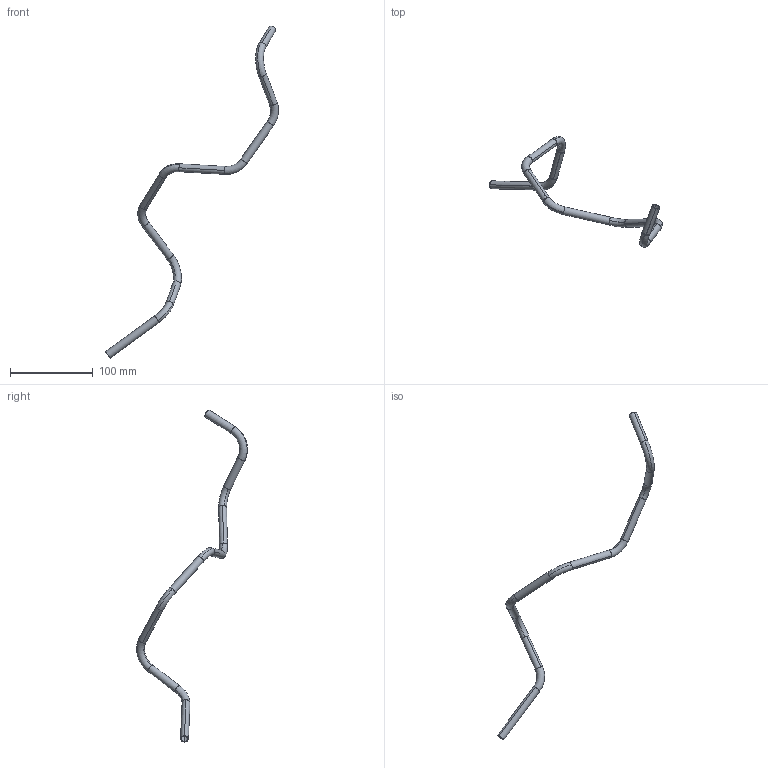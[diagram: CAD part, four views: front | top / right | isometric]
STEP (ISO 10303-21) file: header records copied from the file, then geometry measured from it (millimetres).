
FILE_DESCRIPTION (( 'STEP AP214' ), '1' );
FILE_NAME ('VTube-LASER Demo 3.stp', '2013-12-09T21:04:14', ( '' ), ( '' ), 'SwSTEP 2.0', 'SolidWorks 2013', '' );
FILE_SCHEMA (( 'AUTOMOTIVE_DESIGN' ));
Length unit declared in the file: inch
Products named in the file (1): VTube-LASER Demo 3
Bounding box: 208.88 x 133.89 x 400.88 mm (x, y, z)
Volume: 13999.6 mm3; surface area: 34492.4 mm2
Topology: 1 solids, 1 shells, 62 faces, 180 edges, 120 vertices
Faces by surface type: cylinder 32, torus 28, plane 2
Entity records: 2614 total; most frequent: DIRECTION 454, CARTESIAN_POINT 363, ORIENTED_EDGE 360, AXIS2_PLACEMENT_3D 211, EDGE_CURVE 180, CIRCLE 148, VERTEX_POINT 120, EDGE_LOOP 64
